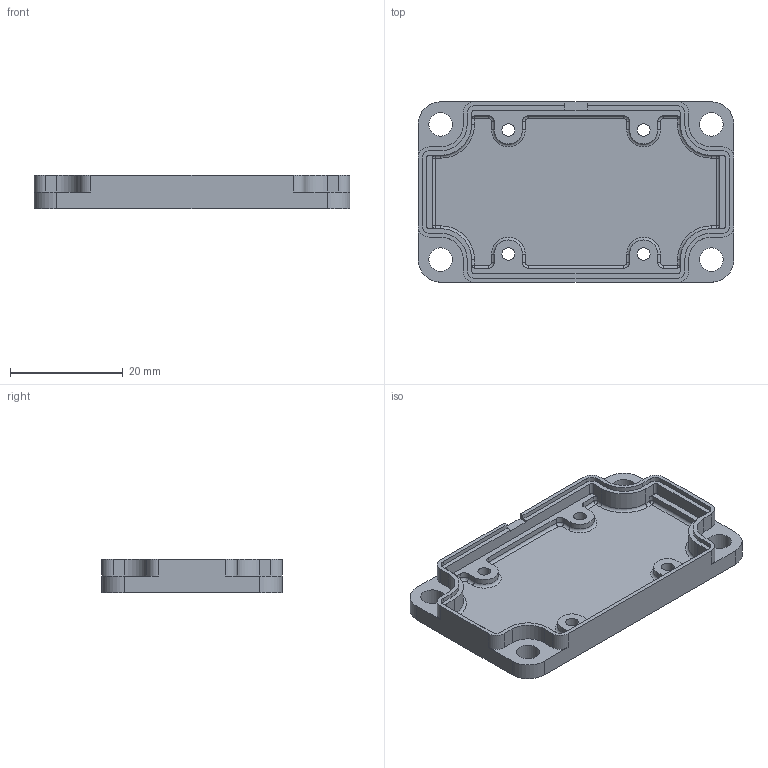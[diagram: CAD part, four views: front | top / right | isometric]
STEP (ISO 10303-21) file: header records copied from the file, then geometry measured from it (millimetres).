
FILE_DESCRIPTION(/* description */ (''),/* implementation_level */ '2;1');
FILE_NAME(/* name */ '45-0200.stp',/* time_stamp */ '2014-07-10T10:54:27-04:00',/* author */ ('Justin'),/* organization */ (''),/* preprocessor_version */ 'ST-DEVELOPER v15.6',/* originating_system */ 'Autodesk Inventor 2015',/* authorisation */ '');
FILE_SCHEMA (('AUTOMOTIVE_DESIGN { 1 0 10303 214 3 1 1 }'));
Length unit declared in the file: millimetre
Products named in the file (1): 45-0200
Bounding box: 56 x 32 x 6 mm (x, y, z)
Volume: 3960.2 mm3; surface area: 5334.1 mm2
Topology: 1 solids, 1 shells, 197 faces, 522 edges, 328 vertices
Faces by surface type: cylinder 96, plane 73, sphere 8, bspline 8, torus 8, cone 4
Full cylindrical faces by diameter (mm): 2.25 x4, 4.2 x4
Entity records: 6136 total; most frequent: DIRECTION 1102, CARTESIAN_POINT 1100, ORIENTED_EDGE 1020, EDGE_CURVE 510, AXIS2_PLACEMENT_3D 402, VERTEX_POINT 328, LINE 298, VECTOR 298
